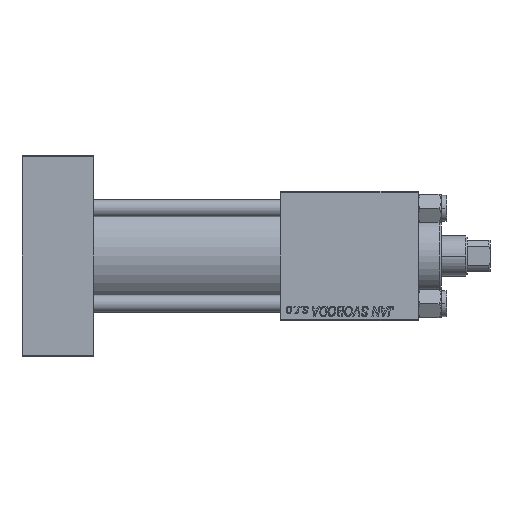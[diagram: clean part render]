
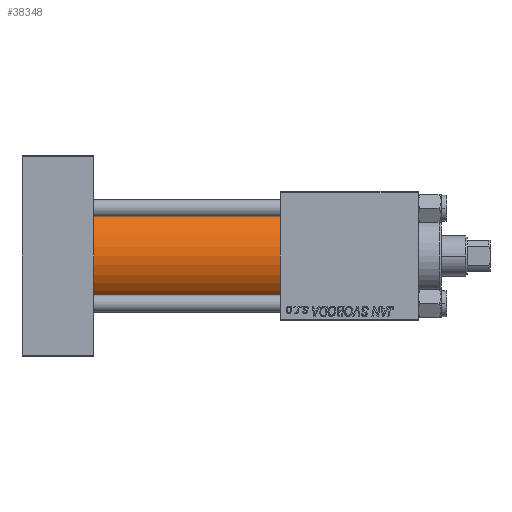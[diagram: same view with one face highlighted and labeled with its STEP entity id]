
A CAD part, front view. The second image highlights one B-rep face of the part: STEP entity #38348.
In plain terms, the highlighted cylindrical face has radius 19 mm (diameter 38 mm), a partial arc.
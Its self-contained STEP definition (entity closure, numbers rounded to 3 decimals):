
#506 = DIRECTION ( 'NONE',  ( 1., 0., 0. ) ) ;
#799 = CIRCLE ( 'NONE', #36330, 19. ) ;
#1978 = CARTESIAN_POINT ( 'NONE',  ( 90., 0., 0. ) ) ;
#4204 = VERTEX_POINT ( 'NONE', #37809 ) ;
#5027 = EDGE_CURVE ( 'NONE', #19319, #20802, #7381, .T. ) ;
#6109 = VECTOR ( 'NONE', #12360, 1000. ) ;
#6153 = CARTESIAN_POINT ( 'NONE',  ( 25., 0., 19. ) ) ;
#6701 = ORIENTED_EDGE ( 'NONE', *, *, #5027, .F. ) ;
#7345 = EDGE_LOOP ( 'NONE', ( #6701, #35032, #14670, #26028 ) ) ;
#7381 = LINE ( 'NONE', #8319, #6109 ) ;
#8319 = CARTESIAN_POINT ( 'NONE',  ( 90., 0., -19. ) ) ;
#11434 = CARTESIAN_POINT ( 'NONE',  ( 90., 0., -19. ) ) ;
#12360 = DIRECTION ( 'NONE',  ( -1., 0., 0. ) ) ;
#12413 = AXIS2_PLACEMENT_3D ( 'NONE', #27542, #506, #35859 ) ;
#13483 = VERTEX_POINT ( 'NONE', #6153 ) ;
#13597 = DIRECTION ( 'NONE',  ( 0., 0., 1. ) ) ;
#14670 = ORIENTED_EDGE ( 'NONE', *, *, #15248, .T. ) ;
#15248 = EDGE_CURVE ( 'NONE', #4204, #13483, #42112, .T. ) ;
#15315 = DIRECTION ( 'NONE',  ( 1., 0., 0. ) ) ;
#15561 = DIRECTION ( 'NONE',  ( 0., 0., -1. ) ) ;
#19319 = VERTEX_POINT ( 'NONE', #11434 ) ;
#19366 = CARTESIAN_POINT ( 'NONE',  ( 90., 0., 19. ) ) ;
#20802 = VERTEX_POINT ( 'NONE', #38843 ) ;
#21175 = FACE_OUTER_BOUND ( 'NONE', #7345, .T. ) ;
#23296 = EDGE_CURVE ( 'NONE', #4204, #19319, #799, .T. ) ;
#26028 = ORIENTED_EDGE ( 'NONE', *, *, #39042, .T. ) ;
#27542 = CARTESIAN_POINT ( 'NONE',  ( 25., 0., 0. ) ) ;
#33777 = DIRECTION ( 'NONE',  ( -1., 0., 0. ) ) ;
#34775 = DIRECTION ( 'NONE',  ( -1., 0., 0. ) ) ;
#34970 = AXIS2_PLACEMENT_3D ( 'NONE', #1978, #33777, #13597 ) ;
#35032 = ORIENTED_EDGE ( 'NONE', *, *, #23296, .F. ) ;
#35859 = DIRECTION ( 'NONE',  ( 0., 0., 1. ) ) ;
#36330 = AXIS2_PLACEMENT_3D ( 'NONE', #38064, #15315, #15561 ) ;
#36588 = CYLINDRICAL_SURFACE ( 'NONE', #34970, 19. ) ;
#37809 = CARTESIAN_POINT ( 'NONE',  ( 90., 0., 19. ) ) ;
#38064 = CARTESIAN_POINT ( 'NONE',  ( 90., 0., 0. ) ) ;
#38189 = CIRCLE ( 'NONE', #12413, 19. ) ;
#38348 = ADVANCED_FACE ( 'NONE', ( #21175 ), #36588, .T. ) ;
#38843 = CARTESIAN_POINT ( 'NONE',  ( 25., 0., -19. ) ) ;
#39042 = EDGE_CURVE ( 'NONE', #13483, #20802, #38189, .T. ) ;
#39401 = VECTOR ( 'NONE', #34775, 1000. ) ;
#42112 = LINE ( 'NONE', #19366, #39401 ) ;
